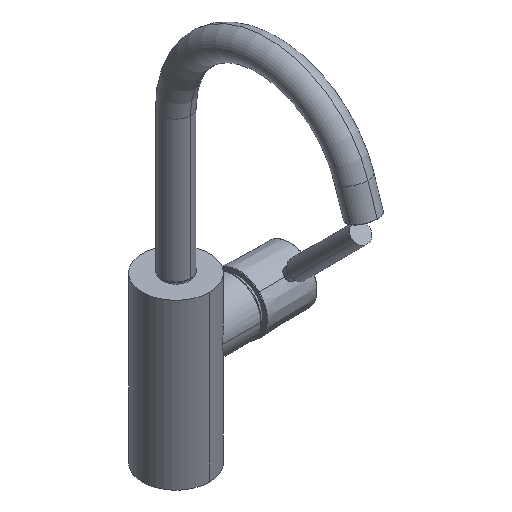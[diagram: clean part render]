
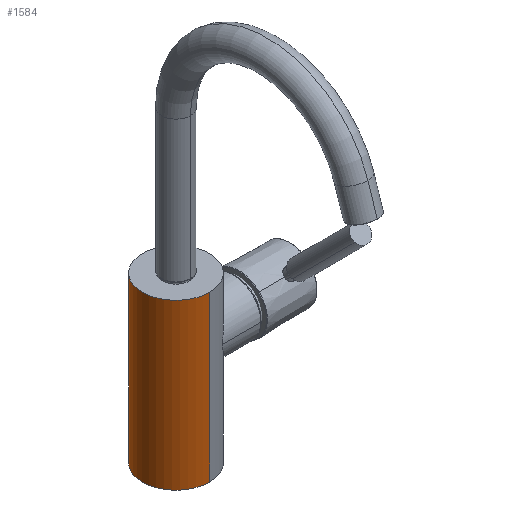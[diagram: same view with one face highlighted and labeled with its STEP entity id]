
A CAD part, isometric view. The second image highlights one B-rep face of the part: STEP entity #1584.
In plain terms, the highlighted cylindrical face has radius 22.05 mm (diameter 44.1 mm), a partial arc.
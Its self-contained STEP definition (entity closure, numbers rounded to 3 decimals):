
#22 = ORIENTED_EDGE ( 'NONE', *, *, #2062, .F. ) ;
#71 = EDGE_CURVE ( 'NONE', #2250, #1425, #1220, .T. ) ;
#84 = CARTESIAN_POINT ( 'NONE',  ( 0., 108., -22.05 ) ) ;
#86 = CARTESIAN_POINT ( 'NONE',  ( 0., 108., 0. ) ) ;
#130 = VERTEX_POINT ( 'NONE', #280 ) ;
#148 = EDGE_CURVE ( 'NONE', #1425, #2641, #1838, .T. ) ;
#211 = CIRCLE ( 'NONE', #686, 22.05 ) ;
#280 = CARTESIAN_POINT ( 'NONE',  ( 0., 0., 22.05 ) ) ;
#349 = FACE_OUTER_BOUND ( 'NONE', #1957, .T. ) ;
#686 = AXIS2_PLACEMENT_3D ( 'NONE', #1965, #2480, #2095 ) ;
#737 = DIRECTION ( 'NONE',  ( 0., -1., 0. ) ) ;
#915 = VECTOR ( 'NONE', #1507, 1000. ) ;
#1031 = AXIS2_PLACEMENT_3D ( 'NONE', #86, #1630, #2402 ) ;
#1054 = CYLINDRICAL_SURFACE ( 'NONE', #2577, 22.05 ) ;
#1125 = CARTESIAN_POINT ( 'NONE',  ( 0., 0., 0. ) ) ;
#1220 = CIRCLE ( 'NONE', #1031, 22.05 ) ;
#1425 = VERTEX_POINT ( 'NONE', #84 ) ;
#1507 = DIRECTION ( 'NONE',  ( 0., -1., 0. ) ) ;
#1584 = ADVANCED_FACE ( 'NONE', ( #349 ), #1054, .T. ) ;
#1630 = DIRECTION ( 'NONE',  ( 0., -1., 0. ) ) ;
#1753 = ORIENTED_EDGE ( 'NONE', *, *, #2488, .F. ) ;
#1838 = LINE ( 'NONE', #2272, #2608 ) ;
#1933 = ORIENTED_EDGE ( 'NONE', *, *, #71, .T. ) ;
#1936 = DIRECTION ( 'NONE',  ( 0., -1., 0. ) ) ;
#1946 = DIRECTION ( 'NONE',  ( 0., 0., -1. ) ) ;
#1957 = EDGE_LOOP ( 'NONE', ( #1753, #1933, #2045, #22 ) ) ;
#1965 = CARTESIAN_POINT ( 'NONE',  ( 0., 0., 0. ) ) ;
#2007 = CARTESIAN_POINT ( 'NONE',  ( 0., 108., 22.05 ) ) ;
#2045 = ORIENTED_EDGE ( 'NONE', *, *, #148, .T. ) ;
#2062 = EDGE_CURVE ( 'NONE', #130, #2641, #211, .T. ) ;
#2095 = DIRECTION ( 'NONE',  ( 0., 0., -1. ) ) ;
#2250 = VERTEX_POINT ( 'NONE', #2007 ) ;
#2272 = CARTESIAN_POINT ( 'NONE',  ( 0., 0., -22.05 ) ) ;
#2307 = CARTESIAN_POINT ( 'NONE',  ( 0., 0., -22.05 ) ) ;
#2348 = CARTESIAN_POINT ( 'NONE',  ( 0., 0., 22.05 ) ) ;
#2402 = DIRECTION ( 'NONE',  ( 0., 0., -1. ) ) ;
#2480 = DIRECTION ( 'NONE',  ( 0., -1., 0. ) ) ;
#2488 = EDGE_CURVE ( 'NONE', #2250, #130, #2698, .T. ) ;
#2577 = AXIS2_PLACEMENT_3D ( 'NONE', #1125, #737, #1946 ) ;
#2608 = VECTOR ( 'NONE', #1936, 1000. ) ;
#2641 = VERTEX_POINT ( 'NONE', #2307 ) ;
#2698 = LINE ( 'NONE', #2348, #915 ) ;
